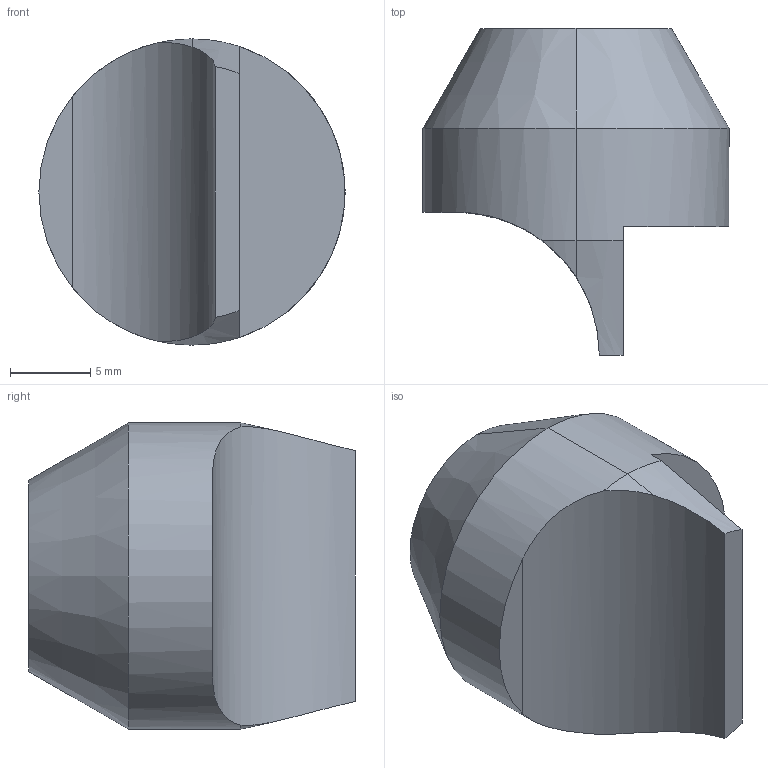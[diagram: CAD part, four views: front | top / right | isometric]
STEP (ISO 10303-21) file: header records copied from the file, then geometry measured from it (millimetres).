
FILE_DESCRIPTION (( 'STEP AP214' ), '1' );
FILE_NAME ('MS2041.STEP', '2024-04-24T15:58:21', ( '' ), ( '' ), 'SwSTEP 2.0', 'SolidWorks 2023', '' );
FILE_SCHEMA (( 'AUTOMOTIVE_DESIGN' ));
Length unit declared in the file: inch
Products named in the file (1): MS2041
Bounding box: 19.05 x 20.32 x 19.05 mm (x, y, z)
Volume: 2523.9 mm3; surface area: 1662.6 mm2
Topology: 1 solids, 1 shells, 17 faces, 40 edges, 24 vertices
Faces by surface type: cone 7, cylinder 5, plane 5
Entity records: 546 total; most frequent: CARTESIAN_POINT 137, DIRECTION 83, ORIENTED_EDGE 76, EDGE_CURVE 38, AXIS2_PLACEMENT_3D 34, VERTEX_POINT 24, EDGE_LOOP 18, ADVANCED_FACE 17
